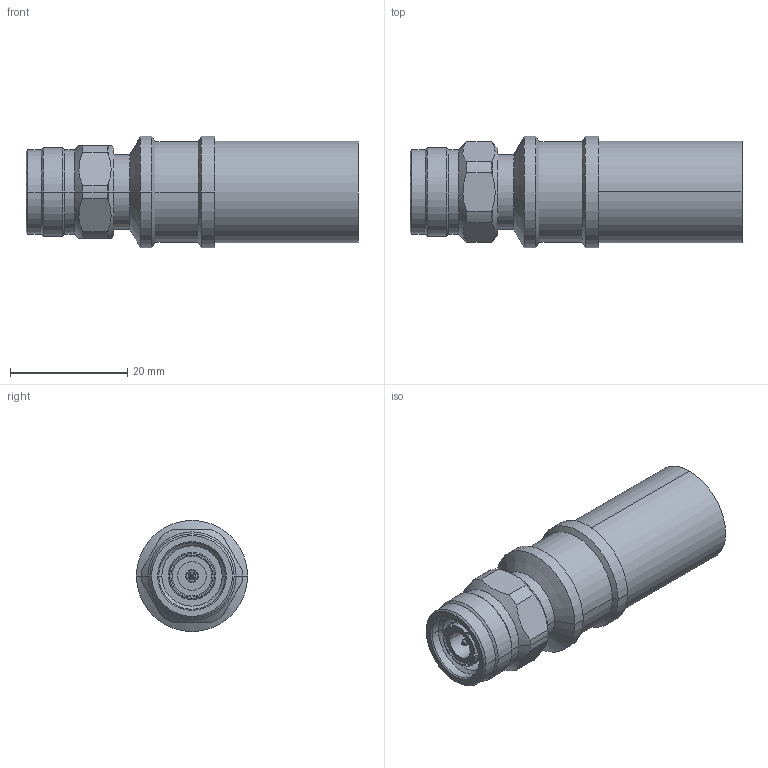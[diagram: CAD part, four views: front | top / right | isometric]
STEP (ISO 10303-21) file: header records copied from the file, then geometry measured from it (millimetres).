
FILE_DESCRIPTION (( 'STEP AP203' ), '1' );
FILE_NAME ('3190-2530(TC-600-TM-X).STEP', '2020-09-14T03:13:25', ( '' ), ( '' ), 'SwSTEP 2.0', 'SolidWorks 2017', '' );
FILE_SCHEMA (( 'CONFIG_CONTROL_DESIGN' ));
Length unit declared in the file: millimetre
Products named in the file (1): 3190-2530(TC-600-TM-X)
Bounding box: 56.73 x 19 x 19 mm (x, y, z)
Volume: 8953.9 mm3; surface area: 6789.9 mm2
Topology: 2 solids, 2 shells, 169 faces, 391 edges, 239 vertices
Faces by surface type: cylinder 55, cone 53, plane 47, bspline 14
Entity records: 5179 total; most frequent: CARTESIAN_POINT 1292, DIRECTION 826, ORIENTED_EDGE 782, EDGE_CURVE 391, AXIS2_PLACEMENT_3D 341, VERTEX_POINT 239, CIRCLE 185, EDGE_LOOP 184
